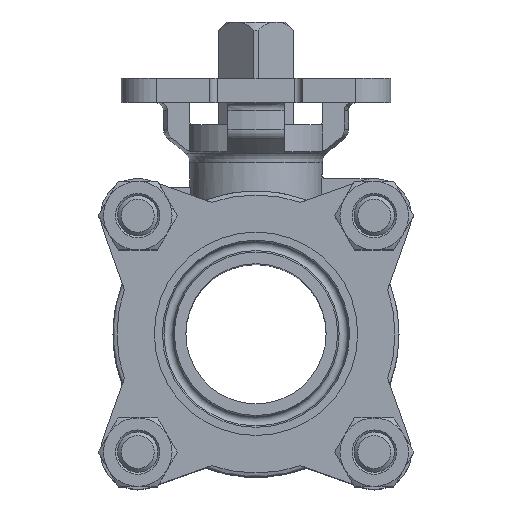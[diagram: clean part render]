
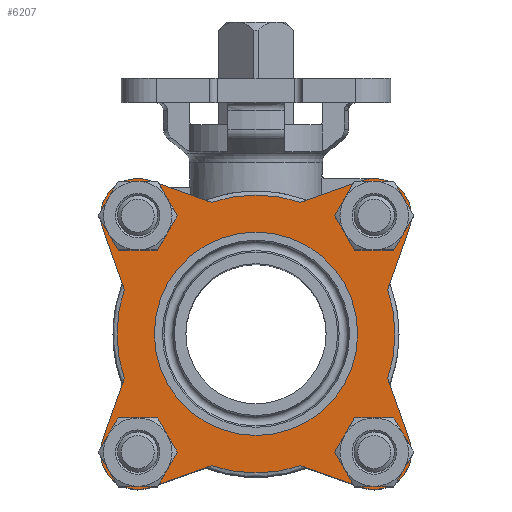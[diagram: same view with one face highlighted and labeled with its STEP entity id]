
A CAD part, top view. The second image highlights one B-rep face of the part: STEP entity #6207.
In plain terms, the highlighted planar face has unit normal (0, 0, 1).
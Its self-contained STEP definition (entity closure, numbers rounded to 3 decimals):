
#197=LINE('',#10668,#475);
#198=LINE('',#10672,#476);
#199=LINE('',#10673,#477);
#200=LINE('',#10677,#478);
#201=LINE('',#10678,#479);
#202=LINE('',#10682,#480);
#203=LINE('',#10683,#481);
#204=LINE('',#10687,#482);
#475=VECTOR('',#8038,1000.);
#476=VECTOR('',#8041,1000.);
#477=VECTOR('',#8042,1000.);
#478=VECTOR('',#8045,1000.);
#479=VECTOR('',#8046,1000.);
#480=VECTOR('',#8049,1000.);
#481=VECTOR('',#8050,1000.);
#482=VECTOR('',#8053,1000.);
#1710=ORIENTED_EDGE('',*,*,#3472,.F.);
#1711=ORIENTED_EDGE('',*,*,#3473,.F.);
#1712=ORIENTED_EDGE('',*,*,#3474,.F.);
#1713=ORIENTED_EDGE('',*,*,#3475,.F.);
#1714=ORIENTED_EDGE('',*,*,#3476,.F.);
#1715=ORIENTED_EDGE('',*,*,#3477,.T.);
#1716=ORIENTED_EDGE('',*,*,#3478,.T.);
#1717=ORIENTED_EDGE('',*,*,#3479,.T.);
#1718=ORIENTED_EDGE('',*,*,#3164,.F.);
#1719=ORIENTED_EDGE('',*,*,#3480,.T.);
#1720=ORIENTED_EDGE('',*,*,#3481,.T.);
#1721=ORIENTED_EDGE('',*,*,#3482,.T.);
#1722=ORIENTED_EDGE('',*,*,#3170,.F.);
#1723=ORIENTED_EDGE('',*,*,#3483,.T.);
#1724=ORIENTED_EDGE('',*,*,#3484,.T.);
#1725=ORIENTED_EDGE('',*,*,#3485,.T.);
#1726=ORIENTED_EDGE('',*,*,#3174,.F.);
#1727=ORIENTED_EDGE('',*,*,#3486,.T.);
#1728=ORIENTED_EDGE('',*,*,#3487,.T.);
#1729=ORIENTED_EDGE('',*,*,#3488,.T.);
#1730=ORIENTED_EDGE('',*,*,#3489,.T.);
#3164=EDGE_CURVE('',#4045,#4047,#4588,.T.);
#3170=EDGE_CURVE('',#4052,#4050,#4591,.T.);
#3174=EDGE_CURVE('',#4056,#4054,#4593,.T.);
#3472=EDGE_CURVE('',#4283,#4283,#4707,.T.);
#3473=EDGE_CURVE('',#4284,#4284,#4708,.T.);
#3474=EDGE_CURVE('',#4285,#4285,#4709,.T.);
#3475=EDGE_CURVE('',#4286,#4286,#4710,.T.);
#3476=EDGE_CURVE('',#4287,#4288,#4711,.T.);
#3477=EDGE_CURVE('',#4287,#4289,#197,.T.);
#3478=EDGE_CURVE('',#4289,#4290,#4712,.T.);
#3479=EDGE_CURVE('',#4290,#4047,#198,.T.);
#3480=EDGE_CURVE('',#4045,#4291,#199,.T.);
#3481=EDGE_CURVE('',#4291,#4292,#4713,.T.);
#3482=EDGE_CURVE('',#4292,#4050,#200,.T.);
#3483=EDGE_CURVE('',#4052,#4293,#201,.T.);
#3484=EDGE_CURVE('',#4293,#4294,#4714,.T.);
#3485=EDGE_CURVE('',#4294,#4054,#202,.T.);
#3486=EDGE_CURVE('',#4056,#4295,#203,.T.);
#3487=EDGE_CURVE('',#4295,#4296,#4715,.T.);
#3488=EDGE_CURVE('',#4296,#4288,#204,.T.);
#3489=EDGE_CURVE('',#4297,#4297,#4716,.T.);
#4045=VERTEX_POINT('',#9783);
#4047=VERTEX_POINT('',#9786);
#4050=VERTEX_POINT('',#9803);
#4052=VERTEX_POINT('',#9812);
#4054=VERTEX_POINT('',#9822);
#4056=VERTEX_POINT('',#9831);
#4283=VERTEX_POINT('',#10658);
#4284=VERTEX_POINT('',#10660);
#4285=VERTEX_POINT('',#10662);
#4286=VERTEX_POINT('',#10664);
#4287=VERTEX_POINT('',#10666);
#4288=VERTEX_POINT('',#10667);
#4289=VERTEX_POINT('',#10669);
#4290=VERTEX_POINT('',#10671);
#4291=VERTEX_POINT('',#10674);
#4292=VERTEX_POINT('',#10676);
#4293=VERTEX_POINT('',#10679);
#4294=VERTEX_POINT('',#10681);
#4295=VERTEX_POINT('',#10684);
#4296=VERTEX_POINT('',#10686);
#4297=VERTEX_POINT('',#10689);
#4588=CIRCLE('',#6644,34.5);
#4591=CIRCLE('',#6648,34.5);
#4593=CIRCLE('',#6651,34.5);
#4707=CIRCLE('',#6824,8.);
#4708=CIRCLE('',#6825,8.);
#4709=CIRCLE('',#6826,8.);
#4710=CIRCLE('',#6827,8.);
#4711=CIRCLE('',#6828,34.5);
#4712=CIRCLE('',#6829,9.25);
#4713=CIRCLE('',#6830,9.25);
#4714=CIRCLE('',#6831,9.25);
#4715=CIRCLE('',#6832,9.25);
#4716=CIRCLE('',#6833,22.);
#5015=EDGE_LOOP('',(#1710));
#5016=EDGE_LOOP('',(#1711));
#5017=EDGE_LOOP('',(#1712));
#5018=EDGE_LOOP('',(#1713));
#5019=EDGE_LOOP('',(#1714,#1715,#1716,#1717,#1718,#1719,#1720,#1721,#1722,
#1723,#1724,#1725,#1726,#1727,#1728,#1729));
#5020=EDGE_LOOP('',(#1730));
#5548=FACE_BOUND('',#5015,.T.);
#5549=FACE_BOUND('',#5016,.T.);
#5550=FACE_BOUND('',#5017,.T.);
#5551=FACE_BOUND('',#5018,.T.);
#5552=FACE_BOUND('',#5019,.T.);
#5553=FACE_BOUND('',#5020,.T.);
#5951=PLANE('',#6823);
#6207=ADVANCED_FACE('',(#5548,#5549,#5550,#5551,#5552,#5553),#5951,.F.);
#6644=AXIS2_PLACEMENT_3D('',#9785,#7560,#7561);
#6648=AXIS2_PLACEMENT_3D('',#9813,#7568,#7569);
#6651=AXIS2_PLACEMENT_3D('',#9832,#7574,#7575);
#6823=AXIS2_PLACEMENT_3D('',#10656,#8026,#8027);
#6824=AXIS2_PLACEMENT_3D('',#10657,#8028,#8029);
#6825=AXIS2_PLACEMENT_3D('',#10659,#8030,#8031);
#6826=AXIS2_PLACEMENT_3D('',#10661,#8032,#8033);
#6827=AXIS2_PLACEMENT_3D('',#10663,#8034,#8035);
#6828=AXIS2_PLACEMENT_3D('',#10665,#8036,#8037);
#6829=AXIS2_PLACEMENT_3D('',#10670,#8039,#8040);
#6830=AXIS2_PLACEMENT_3D('',#10675,#8043,#8044);
#6831=AXIS2_PLACEMENT_3D('',#10680,#8047,#8048);
#6832=AXIS2_PLACEMENT_3D('',#10685,#8051,#8052);
#6833=AXIS2_PLACEMENT_3D('',#10688,#8054,#8055);
#7560=DIRECTION('',(0.,0.,-1.));
#7561=DIRECTION('',(-1.,0.,0.));
#7568=DIRECTION('',(0.,0.,-1.));
#7569=DIRECTION('',(-1.,0.,0.));
#7574=DIRECTION('',(0.,0.,-1.));
#7575=DIRECTION('',(-1.,0.,0.));
#8026=DIRECTION('',(0.,0.,-1.));
#8027=DIRECTION('',(-1.,0.,0.));
#8028=DIRECTION('',(0.,0.,1.));
#8029=DIRECTION('',(1.,0.,0.));
#8030=DIRECTION('',(0.,0.,1.));
#8031=DIRECTION('',(1.,0.,0.));
#8032=DIRECTION('',(0.,0.,1.));
#8033=DIRECTION('',(1.,0.,0.));
#8034=DIRECTION('',(0.,0.,1.));
#8035=DIRECTION('',(1.,0.,0.));
#8036=DIRECTION('',(0.,0.,-1.));
#8037=DIRECTION('',(-1.,0.,0.));
#8038=DIRECTION('',(-0.943,0.334,0.));
#8039=DIRECTION('',(0.,0.,1.));
#8040=DIRECTION('',(1.,0.,0.));
#8041=DIRECTION('',(0.334,-0.943,0.));
#8042=DIRECTION('',(-0.334,-0.943,0.));
#8043=DIRECTION('',(0.,0.,1.));
#8044=DIRECTION('',(1.,0.,0.));
#8045=DIRECTION('',(0.943,0.334,0.));
#8046=DIRECTION('',(0.943,-0.334,0.));
#8047=DIRECTION('',(0.,0.,1.));
#8048=DIRECTION('',(1.,0.,0.));
#8049=DIRECTION('',(-0.334,0.943,0.));
#8050=DIRECTION('',(0.334,0.943,0.));
#8051=DIRECTION('',(0.,0.,1.));
#8052=DIRECTION('',(1.,0.,0.));
#8053=DIRECTION('',(-0.943,-0.334,0.));
#8054=DIRECTION('',(0.,0.,-1.));
#8055=DIRECTION('',(-1.,0.,0.));
#9783=CARTESIAN_POINT('',(-32.681,-11.055,37.3));
#9785=CARTESIAN_POINT('',(0.,0.,37.3));
#9786=CARTESIAN_POINT('',(-32.681,11.055,37.3));
#9803=CARTESIAN_POINT('',(-11.055,-32.681,37.3));
#9812=CARTESIAN_POINT('',(11.055,-32.681,37.3));
#9813=CARTESIAN_POINT('',(0.,0.,37.3));
#9822=CARTESIAN_POINT('',(32.681,-11.055,37.3));
#9831=CARTESIAN_POINT('',(32.681,11.055,37.3));
#9832=CARTESIAN_POINT('',(0.,0.,37.3));
#10656=CARTESIAN_POINT('',(0.,0.,37.3));
#10657=CARTESIAN_POINT('',(29.345,-29.345,37.3));
#10658=CARTESIAN_POINT('',(37.345,-29.345,37.3));
#10659=CARTESIAN_POINT('',(-29.345,-29.345,37.3));
#10660=CARTESIAN_POINT('',(-21.345,-29.345,37.3));
#10661=CARTESIAN_POINT('',(-29.345,29.345,37.3));
#10662=CARTESIAN_POINT('',(-21.345,29.345,37.3));
#10663=CARTESIAN_POINT('',(29.345,29.345,37.3));
#10664=CARTESIAN_POINT('',(37.345,29.345,37.3));
#10665=CARTESIAN_POINT('',(0.,0.,37.3));
#10666=CARTESIAN_POINT('',(-11.055,32.681,37.3));
#10667=CARTESIAN_POINT('',(11.055,32.681,37.3));
#10668=CARTESIAN_POINT('',(0.,28.766,37.3));
#10669=CARTESIAN_POINT('',(-26.257,38.064,37.3));
#10670=CARTESIAN_POINT('',(-29.345,29.345,37.3));
#10671=CARTESIAN_POINT('',(-38.064,26.257,37.3));
#10672=CARTESIAN_POINT('',(-38.064,26.257,37.3));
#10673=CARTESIAN_POINT('',(-28.766,0.,37.3));
#10674=CARTESIAN_POINT('',(-38.064,-26.257,37.3));
#10675=CARTESIAN_POINT('',(-29.345,-29.345,37.3));
#10676=CARTESIAN_POINT('',(-26.257,-38.064,37.3));
#10677=CARTESIAN_POINT('',(-26.257,-38.064,37.3));
#10678=CARTESIAN_POINT('',(0.,-28.766,37.3));
#10679=CARTESIAN_POINT('',(26.257,-38.064,37.3));
#10680=CARTESIAN_POINT('',(29.345,-29.345,37.3));
#10681=CARTESIAN_POINT('',(38.064,-26.257,37.3));
#10682=CARTESIAN_POINT('',(38.064,-26.257,37.3));
#10683=CARTESIAN_POINT('',(28.766,0.,37.3));
#10684=CARTESIAN_POINT('',(38.064,26.257,37.3));
#10685=CARTESIAN_POINT('',(29.345,29.345,37.3));
#10686=CARTESIAN_POINT('',(26.257,38.064,37.3));
#10687=CARTESIAN_POINT('',(26.257,38.064,37.3));
#10688=CARTESIAN_POINT('',(0.,0.,37.3));
#10689=CARTESIAN_POINT('',(-22.,0.,37.3));
